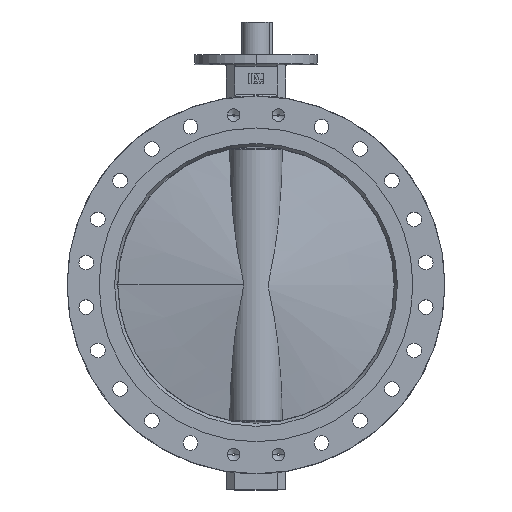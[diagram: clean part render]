
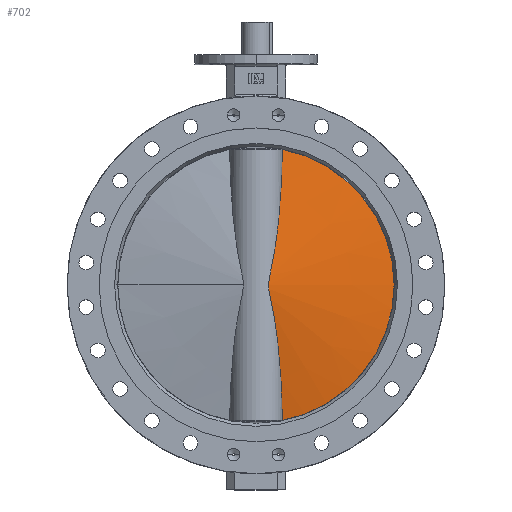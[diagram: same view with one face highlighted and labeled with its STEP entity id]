
A CAD part, top view. The second image highlights one B-rep face of the part: STEP entity #702.
In plain terms, the highlighted conical face has half-angle 80.414 degrees and reference radius 340.463 mm.
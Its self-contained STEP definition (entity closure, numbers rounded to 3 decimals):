
#11 = B_SPLINE_CURVE_WITH_KNOTS ( 'NONE', 3,
 ( #3575, #3576, #3580, #3581, #3582, #3583, #3584, #3585, #3586, #3587, #3588, #3589, #3590, #3591, #3592, #3593, #3594, #3595, #3596, #3597, #3598, #3599, #3600, #3601, #3602, #3603, #3604, #3605, #3606, #3607, #3608, #3609, #3610, #3611, #3612, #3613, #3614, #3615, #3616, #3617, #3618, #3619, #3620, #3621, #3622, #3623, #3624, #3625, #3626, #3627, #3628, #3629, #3630, #3631, #3632, #3633, #3634, #3635, #3636, #3637, #3638, #3639, #3640, #3641, #3642, #3643, #3644, #3645 ),
 .UNSPECIFIED., .F., .F.,
 ( 4, 2, 2, 2, 2, 2, 2, 2, 2, 2, 2, 2, 2, 2, 2, 2, 2, 2, 2, 2, 2, 2, 2, 2, 2, 2, 2, 2, 2, 2, 2, 2, 2, 4 ),
 ( -0.305, -0.262, -0.22, -0.199, -0.178, -0.136, -0.094, -0.052, -0.031, -0.02, -0.01, 0.001, 0.011, 0.016, 0.022, 0.027, 0.032, 0.035, 0.038, 0.043, 0.048, 0.053, 0.064, 0.074, 0.085, 0.095, 0.116, 0.159, 0.201, 0.222, 0.243, 0.285, 0.327, 0.369 ),
 .UNSPECIFIED. ) ;
#145 = EDGE_CURVE ( 'NONE', #3255, #3206, #7043, .T. ) ;
#173 = EDGE_CURVE ( 'NONE', #3255, #3228, #11, .T. ) ;
#174 = EDGE_CURVE ( 'NONE', #3206, #3228, #7077, .T. ) ;
#702 = ADVANCED_FACE ( 'NONE', ( #8280 ), #8284, .T. ) ;
#2306 = CARTESIAN_POINT ( 'NONE',  ( -5.278, 0., 338.817 ) ) ;
#2328 = CARTESIAN_POINT ( 'NONE',  ( -5.278, 332.565, 64.785 ) ) ;
#2355 = CARTESIAN_POINT ( 'NONE',  ( -5.278, -332.565, 64.785 ) ) ;
#3206 = VERTEX_POINT ( 'NONE', #2306 ) ;
#3228 = VERTEX_POINT ( 'NONE', #2328 ) ;
#3255 = VERTEX_POINT ( 'NONE', #2355 ) ;
#3434 = CARTESIAN_POINT ( 'NONE',  ( -5.278, 0., 0. ) ) ;
#3435 = DIRECTION ( 'NONE',  ( -1., 0., 0. ) ) ;
#3436 = DIRECTION ( 'NONE',  ( 0., 0., 1. ) ) ;
#3575 = CARTESIAN_POINT ( 'NONE',  ( -5.278, -332.565, 64.785 ) ) ;
#3576 = CARTESIAN_POINT ( 'NONE',  ( -7.584, -318.693, 64.598 ) ) ;
#3580 = CARTESIAN_POINT ( 'NONE',  ( -9.888, -304.825, 64.286 ) ) ;
#3581 = CARTESIAN_POINT ( 'NONE',  ( -14.495, -277.093, 63.407 ) ) ;
#3582 = CARTESIAN_POINT ( 'NONE',  ( -16.797, -263.231, 62.838 ) ) ;
#3583 = CARTESIAN_POINT ( 'NONE',  ( -20.247, -242.442, 61.778 ) ) ;
#3584 = CARTESIAN_POINT ( 'NONE',  ( -21.396, -235.513, 61.39 ) ) ;
#3585 = CARTESIAN_POINT ( 'NONE',  ( -23.693, -221.664, 60.54 ) ) ;
#3586 = CARTESIAN_POINT ( 'NONE',  ( -24.841, -214.744, 60.079 ) ) ;
#3587 = CARTESIAN_POINT ( 'NONE',  ( -28.278, -193.999, 58.58 ) ) ;
#3588 = CARTESIAN_POINT ( 'NONE',  ( -30.565, -180.187, 57.426 ) ) ;
#3589 = CARTESIAN_POINT ( 'NONE',  ( -35.123, -152.605, 54.757 ) ) ;
#3590 = CARTESIAN_POINT ( 'NONE',  ( -37.395, -138.836, 53.242 ) ) ;
#3591 = CARTESIAN_POINT ( 'NONE',  ( -41.911, -111.349, 49.765 ) ) ;
#3592 = CARTESIAN_POINT ( 'NONE',  ( -44.157, -97.631, 47.803 ) ) ;
#3593 = CARTESIAN_POINT ( 'NONE',  ( -47.477, -77.101, 44.424 ) ) ;
#3594 = CARTESIAN_POINT ( 'NONE',  ( -48.575, -70.266, 43.224 ) ) ;
#3595 = CARTESIAN_POINT ( 'NONE',  ( -50.197, -60.023, 41.304 ) ) ;
#3596 = CARTESIAN_POINT ( 'NONE',  ( -50.733, -56.611, 40.644 ) ) ;
#3597 = CARTESIAN_POINT ( 'NONE',  ( -51.792, -49.789, 39.285 ) ) ;
#3598 = CARTESIAN_POINT ( 'NONE',  ( -52.315, -46.379, 38.587 ) ) ;
#3599 = CARTESIAN_POINT ( 'NONE',  ( -53.338, -39.56, 37.159 ) ) ;
#3600 = CARTESIAN_POINT ( 'NONE',  ( -53.839, -36.15, 36.43 ) ) ;
#3601 = CARTESIAN_POINT ( 'NONE',  ( -54.8, -29.326, 34.967 ) ) ;
#3602 = CARTESIAN_POINT ( 'NONE',  ( -55.261, -25.912, 34.233 ) ) ;
#3603 = CARTESIAN_POINT ( 'NONE',  ( -55.89, -20.779, 33.188 ) ) ;
#3604 = CARTESIAN_POINT ( 'NONE',  ( -56.09, -19.066, 32.85 ) ) ;
#3605 = CARTESIAN_POINT ( 'NONE',  ( -56.457, -15.631, 32.213 ) ) ;
#3606 = CARTESIAN_POINT ( 'NONE',  ( -56.626, -13.909, 31.916 ) ) ;
#3607 = CARTESIAN_POINT ( 'NONE',  ( -56.918, -10.453, 31.391 ) ) ;
#3608 = CARTESIAN_POINT ( 'NONE',  ( -57.042, -8.717, 31.165 ) ) ;
#3609 = CARTESIAN_POINT ( 'NONE',  ( -57.228, -5.226, 30.823 ) ) ;
#3610 = CARTESIAN_POINT ( 'NONE',  ( -57.289, -3.47, 30.707 ) ) ;
#3611 = CARTESIAN_POINT ( 'NONE',  ( -57.326, -0.817, 30.639 ) ) ;
#3612 = CARTESIAN_POINT ( 'NONE',  ( -57.328, 0.071, 30.634 ) ) ;
#3613 = CARTESIAN_POINT ( 'NONE',  ( -57.315, 1.853, 30.66 ) ) ;
#3614 = CARTESIAN_POINT ( 'NONE',  ( -57.298, 2.749, 30.691 ) ) ;
#3615 = CARTESIAN_POINT ( 'NONE',  ( -57.22, 5.435, 30.836 ) ) ;
#3616 = CARTESIAN_POINT ( 'NONE',  ( -57.132, 7.21, 31. ) ) ;
#3617 = CARTESIAN_POINT ( 'NONE',  ( -56.898, 10.736, 31.427 ) ) ;
#3618 = CARTESIAN_POINT ( 'NONE',  ( -56.753, 12.488, 31.689 ) ) ;
#3619 = CARTESIAN_POINT ( 'NONE',  ( -56.423, 15.976, 32.272 ) ) ;
#3620 = CARTESIAN_POINT ( 'NONE',  ( -56.239, 17.712, 32.593 ) ) ;
#3621 = CARTESIAN_POINT ( 'NONE',  ( -55.646, 22.908, 33.602 ) ) ;
#3622 = CARTESIAN_POINT ( 'NONE',  ( -55.199, 26.355, 34.334 ) ) ;
#3623 = CARTESIAN_POINT ( 'NONE',  ( -54.257, 33.241, 35.804 ) ) ;
#3624 = CARTESIAN_POINT ( 'NONE',  ( -53.761, 36.679, 36.545 ) ) ;
#3625 = CARTESIAN_POINT ( 'NONE',  ( -52.743, 43.556, 38. ) ) ;
#3626 = CARTESIAN_POINT ( 'NONE',  ( -52.22, 46.994, 38.714 ) ) ;
#3627 = CARTESIAN_POINT ( 'NONE',  ( -51.16, 53.875, 40.105 ) ) ;
#3628 = CARTESIAN_POINT ( 'NONE',  ( -50.622, 57.317, 40.782 ) ) ;
#3629 = CARTESIAN_POINT ( 'NONE',  ( -48.993, 67.65, 42.75 ) ) ;
#3630 = CARTESIAN_POINT ( 'NONE',  ( -47.887, 74.548, 43.982 ) ) ;
#3631 = CARTESIAN_POINT ( 'NONE',  ( -44.542, 95.274, 47.448 ) ) ;
#3632 = CARTESIAN_POINT ( 'NONE',  ( -42.274, 109.132, 49.46 ) ) ;
#3633 = CARTESIAN_POINT ( 'NONE',  ( -37.711, 136.916, 53.021 ) ) ;
#3634 = CARTESIAN_POINT ( 'NONE',  ( -35.414, 150.841, 54.571 ) ) ;
#3635 = CARTESIAN_POINT ( 'NONE',  ( -31.956, 171.771, 56.618 ) ) ;
#3636 = CARTESIAN_POINT ( 'NONE',  ( -30.801, 178.751, 57.253 ) ) ;
#3637 = CARTESIAN_POINT ( 'NONE',  ( -28.49, 192.714, 58.438 ) ) ;
#3638 = CARTESIAN_POINT ( 'NONE',  ( -27.334, 199.697, 58.987 ) ) ;
#3639 = CARTESIAN_POINT ( 'NONE',  ( -23.862, 220.651, 60.515 ) ) ;
#3640 = CARTESIAN_POINT ( 'NONE',  ( -21.544, 234.627, 61.374 ) ) ;
#3641 = CARTESIAN_POINT ( 'NONE',  ( -16.903, 262.59, 62.811 ) ) ;
#3642 = CARTESIAN_POINT ( 'NONE',  ( -14.58, 276.578, 63.388 ) ) ;
#3643 = CARTESIAN_POINT ( 'NONE',  ( -9.932, 304.563, 64.28 ) ) ;
#3644 = CARTESIAN_POINT ( 'NONE',  ( -7.606, 318.562, 64.596 ) ) ;
#3645 = CARTESIAN_POINT ( 'NONE',  ( -5.278, 332.565, 64.785 ) ) ;
#3648 = CARTESIAN_POINT ( 'NONE',  ( -5.278, 0., 0. ) ) ;
#3649 = DIRECTION ( 'NONE',  ( -1., 0., 0. ) ) ;
#3650 = DIRECTION ( 'NONE',  ( 0., 0., 1. ) ) ;
#6695 = ORIENTED_EDGE ( 'NONE', *, *, #145, .T. ) ;
#6731 = ORIENTED_EDGE ( 'NONE', *, *, #174, .T. ) ;
#6740 = ORIENTED_EDGE ( 'NONE', *, *, #173, .F. ) ;
#7043 = CIRCLE ( 'NONE', #10008, 338.817 ) ;
#7077 = CIRCLE ( 'NONE', #10024, 338.817 ) ;
#8059 = DIRECTION ( 'NONE',  ( 0., 0., -1. ) ) ;
#8061 = CARTESIAN_POINT ( 'NONE',  ( -5., 0., 0. ) ) ;
#8062 = DIRECTION ( 'NONE',  ( 1., 0., 0. ) ) ;
#8280 = FACE_OUTER_BOUND ( 'NONE', #10113, .T. ) ;
#8284 = CONICAL_SURFACE ( 'NONE', #8628, 340.463, 1.403 ) ;
#8628 = AXIS2_PLACEMENT_3D ( 'NONE', #8061, #8062, #8059 ) ;
#10008 = AXIS2_PLACEMENT_3D ( 'NONE', #3434, #3435, #3436 ) ;
#10024 = AXIS2_PLACEMENT_3D ( 'NONE', #3648, #3649, #3650 ) ;
#10113 = EDGE_LOOP ( 'NONE', ( #6740, #6695, #6731 ) ) ;
